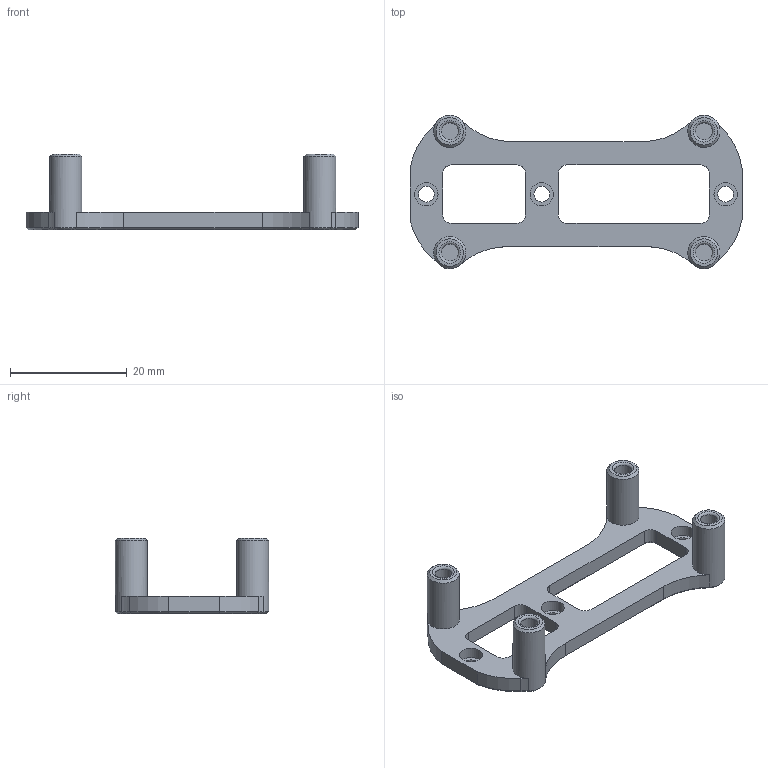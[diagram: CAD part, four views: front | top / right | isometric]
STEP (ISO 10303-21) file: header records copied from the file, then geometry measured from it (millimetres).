
FILE_DESCRIPTION(/* description */ (''),/* implementation_level */ '2;1');
FILE_SCHEMA (('AUTOMOTIVE_DESIGN { 1 0 10303 214 3 1 1 }'));
Length unit declared in the file: millimetre
Products named in the file (1): esp8266_nodemcu_din_mount_universal
Bounding box: 56.9 x 26.28 x 13 mm (x, y, z)
Volume: 2752 mm3; surface area: 3302.4 mm2
Topology: 1 solids, 1 shells, 105 faces, 249 edges, 153 vertices
Faces by surface type: plane 37, cylinder 34, cone 30, torus 4
Full cylindrical faces by diameter (mm): 2.7 x3, 2.9 x4, 4 x3, 5.5 x4
Entity records: 3094 total; most frequent: DIRECTION 580, CARTESIAN_POINT 514, ORIENTED_EDGE 498, EDGE_CURVE 249, AXIS2_PLACEMENT_3D 227, VERTEX_POINT 153, LINE 126, VECTOR 126
